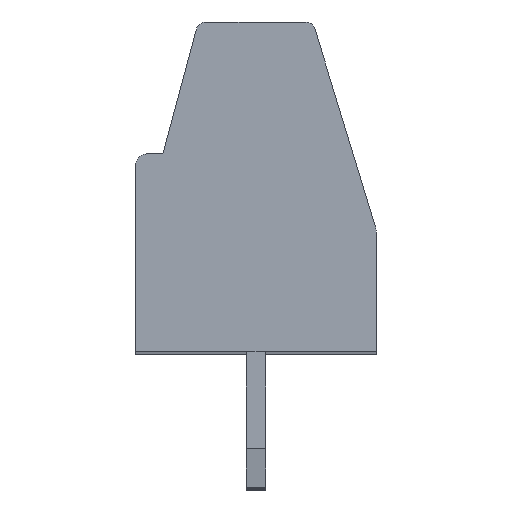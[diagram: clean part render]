
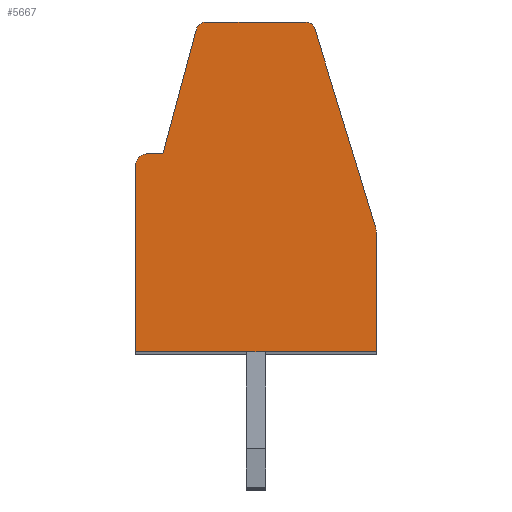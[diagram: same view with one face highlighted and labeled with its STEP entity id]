
A CAD part, top view. The second image highlights one B-rep face of the part: STEP entity #5667.
In plain terms, the highlighted planar face has unit normal (0, 0, 1).
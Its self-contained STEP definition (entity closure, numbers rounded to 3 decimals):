
#14=DIRECTION('',(0.,-1.,0.));
#15=VECTOR('',#14,3.075);
#16=CARTESIAN_POINT('',(3.1,3.075,39.6));
#17=LINE('',#16,#15);
#18=DIRECTION('',(0.,1.,0.));
#19=VECTOR('',#18,4.8);
#20=CARTESIAN_POINT('',(-3.1,0.,39.6));
#21=LINE('',#20,#19);
#22=CARTESIAN_POINT('',(-2.8,4.8,39.6));
#23=DIRECTION('',(0.,0.,-1.));
#24=DIRECTION('',(-1.,0.,0.));
#25=AXIS2_PLACEMENT_3D('',#22,#23,#24);
#27=DIRECTION('',(1.,0.,0.));
#28=VECTOR('',#27,0.4);
#29=CARTESIAN_POINT('',(-2.8,5.1,39.6));
#30=LINE('',#29,#28);
#31=DIRECTION('',(0.259,0.966,0.));
#32=VECTOR('',#31,3.328);
#33=CARTESIAN_POINT('',(-2.4,5.1,39.6));
#34=LINE('',#33,#32);
#35=CARTESIAN_POINT('',(-1.297,8.25,39.6));
#36=DIRECTION('',(0.,0.,-1.));
#37=DIRECTION('',(-0.966,0.259,0.));
#38=AXIS2_PLACEMENT_3D('',#35,#36,#37);
#40=CARTESIAN_POINT('',(1.279,8.25,39.6));
#41=DIRECTION('',(0.,0.,-1.));
#42=DIRECTION('',(-0.001,1.,0.));
#43=AXIS2_PLACEMENT_3D('',#40,#41,#42);
#45=DIRECTION('',(0.292,-0.956,0.));
#46=VECTOR('',#45,5.335);
#47=CARTESIAN_POINT('',(1.518,8.323,39.6));
#48=LINE('',#47,#46);
#49=CARTESIAN_POINT('',(2.6,3.075,39.6));
#50=DIRECTION('',(0.,0.,-1.));
#51=DIRECTION('',(0.956,0.292,0.));
#52=AXIS2_PLACEMENT_3D('',#49,#50,#51);
#80=DIRECTION('',(-1.,0.,0.));
#81=VECTOR('',#80,2.576);
#82=CARTESIAN_POINT('',(1.279,8.5,39.6));
#83=LINE('',#82,#81);
#604=DIRECTION('',(1.,0.,0.));
#605=VECTOR('',#604,6.2);
#606=CARTESIAN_POINT('',(-3.1,0.,39.6));
#607=LINE('',#606,#605);
#4314=CARTESIAN_POINT('',(3.1,3.075,39.6));
#4315=CARTESIAN_POINT('',(3.1,0.,39.6));
#4316=VERTEX_POINT('',#4314);
#4317=VERTEX_POINT('',#4315);
#4318=CARTESIAN_POINT('',(3.078,3.221,39.6));
#4319=VERTEX_POINT('',#4318);
#4320=CARTESIAN_POINT('',(1.518,8.323,39.6));
#4321=VERTEX_POINT('',#4320);
#4322=CARTESIAN_POINT('',(1.279,8.5,39.6));
#4323=VERTEX_POINT('',#4322);
#4324=CARTESIAN_POINT('',(-1.538,8.315,39.6));
#4325=CARTESIAN_POINT('',(-1.297,8.5,39.6));
#4326=VERTEX_POINT('',#4324);
#4327=VERTEX_POINT('',#4325);
#4328=CARTESIAN_POINT('',(-2.4,5.1,39.6));
#4329=VERTEX_POINT('',#4328);
#4330=CARTESIAN_POINT('',(-2.8,5.1,39.6));
#4331=VERTEX_POINT('',#4330);
#4332=CARTESIAN_POINT('',(-3.1,4.8,39.6));
#4333=VERTEX_POINT('',#4332);
#4334=CARTESIAN_POINT('',(-3.1,0.,39.6));
#4335=VERTEX_POINT('',#4334);
#5638=CARTESIAN_POINT('',(0.,0.,39.6));
#5639=DIRECTION('',(0.,0.,1.));
#5640=DIRECTION('',(1.,0.,0.));
#5641=AXIS2_PLACEMENT_3D('',#5638,#5639,#5640);
#5642=PLANE('',#5641);
#5644=ORIENTED_EDGE('',*,*,#5643,.T.);
#5646=ORIENTED_EDGE('',*,*,#5645,.F.);
#5648=ORIENTED_EDGE('',*,*,#5647,.T.);
#5650=ORIENTED_EDGE('',*,*,#5649,.T.);
#5652=ORIENTED_EDGE('',*,*,#5651,.T.);
#5654=ORIENTED_EDGE('',*,*,#5653,.T.);
#5656=ORIENTED_EDGE('',*,*,#5655,.T.);
#5658=ORIENTED_EDGE('',*,*,#5657,.F.);
#5660=ORIENTED_EDGE('',*,*,#5659,.T.);
#5662=ORIENTED_EDGE('',*,*,#5661,.T.);
#5664=ORIENTED_EDGE('',*,*,#5663,.T.);
#5665=EDGE_LOOP('',(#5644,#5646,#5648,#5650,#5652,#5654,#5656,#5658,#5660,#5662,
#5664));
#5666=FACE_OUTER_BOUND('',#5665,.F.);
#26=CIRCLE('',#25,0.3);
#39=CIRCLE('',#38,0.25);
#44=CIRCLE('',#43,0.25);
#53=CIRCLE('',#52,0.5);
#5643=EDGE_CURVE('',#4316,#4317,#17,.T.);
#5645=EDGE_CURVE('',#4335,#4317,#607,.T.);
#5647=EDGE_CURVE('',#4335,#4333,#21,.T.);
#5649=EDGE_CURVE('',#4333,#4331,#26,.T.);
#5651=EDGE_CURVE('',#4331,#4329,#30,.T.);
#5653=EDGE_CURVE('',#4329,#4326,#34,.T.);
#5655=EDGE_CURVE('',#4326,#4327,#39,.T.);
#5657=EDGE_CURVE('',#4323,#4327,#83,.T.);
#5659=EDGE_CURVE('',#4323,#4321,#44,.T.);
#5661=EDGE_CURVE('',#4321,#4319,#48,.T.);
#5663=EDGE_CURVE('',#4319,#4316,#53,.T.);
#5667=ADVANCED_FACE('',(#5666),#5642,.T.);
